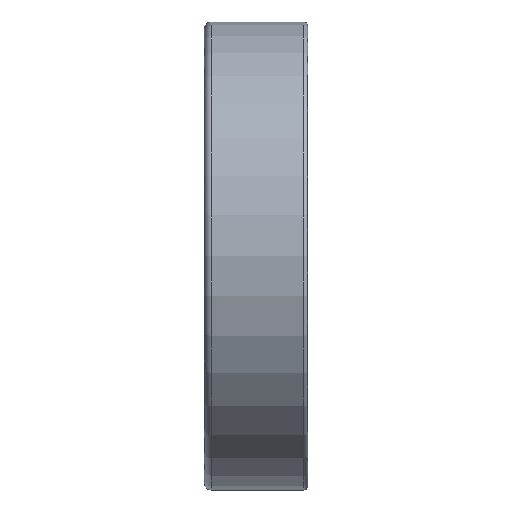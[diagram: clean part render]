
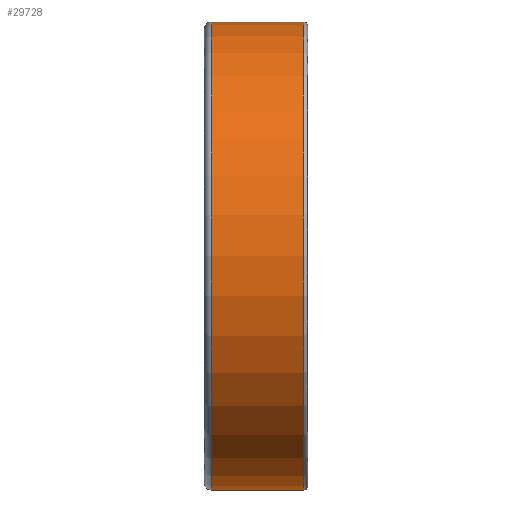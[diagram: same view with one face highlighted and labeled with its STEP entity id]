
A CAD part, top view. The second image highlights one B-rep face of the part: STEP entity #29728.
In plain terms, the highlighted cylindrical face has radius 34 mm (diameter 68 mm), a partial arc.
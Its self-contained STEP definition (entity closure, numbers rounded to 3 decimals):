
#18769=DIRECTION('',(-1.,0.,0.));
#18770=VECTOR('',#18769,13.4);
#18771=CARTESIAN_POINT('',(6.9,34.,0.));
#18772=LINE('',#18771,#18770);
#18776=DIRECTION('',(-1.,0.,0.));
#18777=VECTOR('',#18776,13.4);
#18778=CARTESIAN_POINT('',(6.9,-34.,0.));
#18779=LINE('',#18778,#18777);
#18791=CARTESIAN_POINT('',(6.9,0.,0.));
#18792=DIRECTION('',(1.,0.,0.));
#18793=DIRECTION('',(0.,1.,0.));
#18794=AXIS2_PLACEMENT_3D('',#18791,#18792,#18793);
#18799=CARTESIAN_POINT('',(-6.5,0.,0.));
#18800=DIRECTION('',(1.,0.,0.));
#18801=DIRECTION('',(0.,1.,0.));
#18802=AXIS2_PLACEMENT_3D('',#18799,#18800,#18801);
#26442=CARTESIAN_POINT('',(6.9,34.,0.));
#26443=CARTESIAN_POINT('',(-6.5,34.,0.));
#26444=VERTEX_POINT('',#26442);
#26445=VERTEX_POINT('',#26443);
#26454=CARTESIAN_POINT('',(6.9,-34.,0.));
#26455=CARTESIAN_POINT('',(-6.5,-34.,0.));
#26456=VERTEX_POINT('',#26454);
#26457=VERTEX_POINT('',#26455);
#29716=CARTESIAN_POINT('',(-8.25,0.,0.));
#29717=DIRECTION('',(1.,0.,0.));
#29718=DIRECTION('',(0.,-1.,0.));
#29719=AXIS2_PLACEMENT_3D('',#29716,#29717,#29718);
#29720=CYLINDRICAL_SURFACE('',#29719,34.);
#29721=ORIENTED_EDGE('',*,*,#29706,.F.);
#29722=ORIENTED_EDGE('',*,*,#29683,.T.);
#29723=ORIENTED_EDGE('',*,*,#29710,.T.);
#29725=ORIENTED_EDGE('',*,*,#29724,.F.);
#29726=EDGE_LOOP('',(#29721,#29722,#29723,#29725));
#29727=FACE_OUTER_BOUND('',#29726,.F.);
#18795=CIRCLE('',#18794,34.);
#18803=CIRCLE('',#18802,34.);
#29683=EDGE_CURVE('',#26444,#26456,#18795,.T.);
#29706=EDGE_CURVE('',#26444,#26445,#18772,.T.);
#29710=EDGE_CURVE('',#26456,#26457,#18779,.T.);
#29724=EDGE_CURVE('',#26445,#26457,#18803,.T.);
#29728=ADVANCED_FACE('',(#29727),#29720,.T.);
